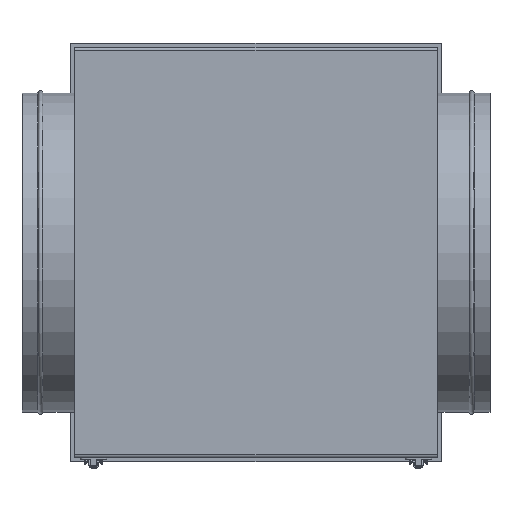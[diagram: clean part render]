
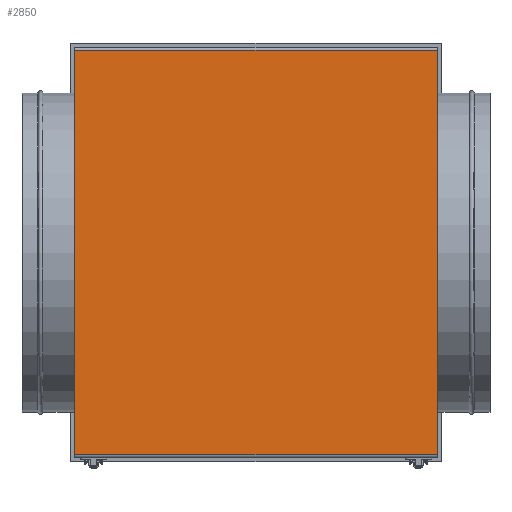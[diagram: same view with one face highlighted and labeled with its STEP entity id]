
A CAD part, front view. The second image highlights one B-rep face of the part: STEP entity #2850.
In plain terms, the highlighted planar face has unit normal (0, -1, 0).
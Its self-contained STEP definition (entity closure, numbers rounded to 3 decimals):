
#2701 = VERTEX_POINT ( 'NONE', #8198 ) ;
#2740 = VERTEX_POINT ( 'NONE', #8322 ) ;
#2777 = EDGE_CURVE ( 'NONE', #2778, #2701, #8379, .T. ) ;
#2778 = VERTEX_POINT ( 'NONE', #8375 ) ;
#2818 = VERTEX_POINT ( 'NONE', #8433 ) ;
#2820 = EDGE_CURVE ( 'NONE', #2818, #2740, #8432, .T. ) ;
#2828 = ORIENTED_EDGE ( 'NONE', *, *, #2829, .T. ) ;
#2829 = EDGE_CURVE ( 'NONE', #2701, #2740, #8420, .T. ) ;
#2830 = ORIENTED_EDGE ( 'NONE', *, *, #2820, .F. ) ;
#2831 = ORIENTED_EDGE ( 'NONE', *, *, #2832, .T. ) ;
#2832 = EDGE_CURVE ( 'NONE', #2818, #2778, #8477, .T. ) ;
#2850 = ADVANCED_FACE ( 'NONE', ( #8447 ), #8511, .F. ) ;
#2851 = EDGE_LOOP ( 'NONE', ( #2852, #2828, #2830, #2831 ) ) ;
#2852 = ORIENTED_EDGE ( 'NONE', *, *, #2777, .T. ) ;
#8198 = CARTESIAN_POINT ( 'NONE',  ( -227.5, 0., 511.263 ) ) ;
#8322 = CARTESIAN_POINT ( 'NONE',  ( -227.5, 0., 3.737 ) ) ;
#8375 = CARTESIAN_POINT ( 'NONE',  ( 227.5, 0., 511.263 ) ) ;
#8376 = DIRECTION ( 'NONE',  ( -1., 0., 0. ) ) ;
#8377 = VECTOR ( 'NONE', #8376, 1000. ) ;
#8378 = CARTESIAN_POINT ( 'NONE',  ( 227.5, 0., 511.263 ) ) ;
#8379 = LINE ( 'NONE', #8378, #8377 ) ;
#8417 = DIRECTION ( 'NONE',  ( 0., 0., -1. ) ) ;
#8418 = VECTOR ( 'NONE', #8417, 1000. ) ;
#8419 = CARTESIAN_POINT ( 'NONE',  ( -227.5, 0., 515. ) ) ;
#8420 = LINE ( 'NONE', #8419, #8418 ) ;
#8429 = DIRECTION ( 'NONE',  ( -1., 0., 0. ) ) ;
#8430 = VECTOR ( 'NONE', #8429, 1000. ) ;
#8431 = CARTESIAN_POINT ( 'NONE',  ( -227.5, 0., 3.737 ) ) ;
#8432 = LINE ( 'NONE', #8431, #8430 ) ;
#8433 = CARTESIAN_POINT ( 'NONE',  ( 227.5, 0., 3.737 ) ) ;
#8447 = FACE_OUTER_BOUND ( 'NONE', #2851, .T. ) ;
#8474 = DIRECTION ( 'NONE',  ( 0., 0., 1. ) ) ;
#8475 = VECTOR ( 'NONE', #8474, 1000. ) ;
#8476 = CARTESIAN_POINT ( 'NONE',  ( 227.5, 0., 515. ) ) ;
#8477 = LINE ( 'NONE', #8476, #8475 ) ;
#8507 = DIRECTION ( 'NONE',  ( 0., 0., 1. ) ) ;
#8508 = DIRECTION ( 'NONE',  ( 0., 1., 0. ) ) ;
#8509 = CARTESIAN_POINT ( 'NONE',  ( -227.5, 0., 515. ) ) ;
#8510 = AXIS2_PLACEMENT_3D ( 'NONE', #8509, #8508, #8507 ) ;
#8511 = PLANE ( 'NONE',  #8510 ) ;
